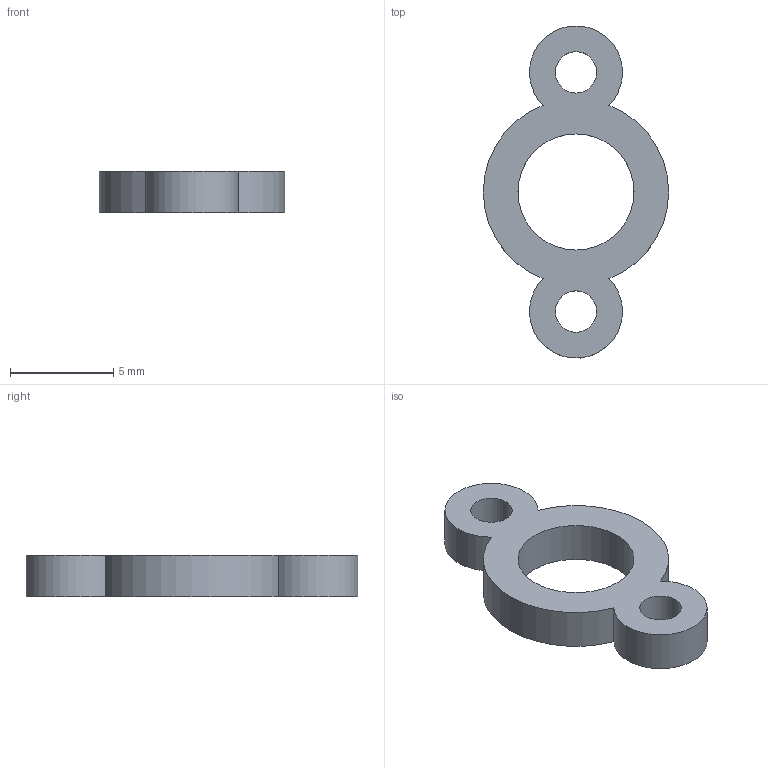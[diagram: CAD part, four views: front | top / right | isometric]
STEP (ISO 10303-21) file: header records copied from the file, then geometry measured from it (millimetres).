
FILE_DESCRIPTION(/* description */ (''),/* implementation_level */ '2;1');
FILE_NAME(/* name */ '后铜垫片.stp',/* time_stamp */ '2022-10-09T11:29:37+08:00',/* author */ (''),/* organization */ (''),/* preprocessor_version */ 'ST-DEVELOPER v16.7',/* originating_system */ 'SIEMENS PLM Software NX 12.0',/* authorisation */ '');
FILE_SCHEMA (('AUTOMOTIVE_DESIGN { 1 0 10303 214 3 1 1 1 }'));
Length unit declared in the file: millimetre
Products named in the file (1): 垫片 1
Bounding box: 8.96 x 16.04 x 2 mm (x, y, z)
Volume: 238.9 mm3; surface area: 531 mm2
Topology: 2 solids, 2 shells, 18 faces, 42 edges, 28 vertices
Faces by surface type: cylinder 14, plane 4
Full cylindrical faces by diameter (mm): 2 x4, 5.61 x2
Entity records: 558 total; most frequent: DIRECTION 102, CARTESIAN_POINT 83, ORIENTED_EDGE 72, AXIS2_PLACEMENT_3D 47, EDGE_LOOP 36, EDGE_CURVE 36, FACE_BOUND 28, VERTEX_POINT 28
